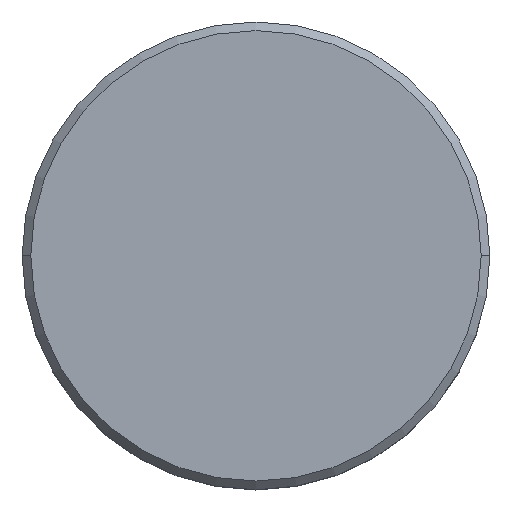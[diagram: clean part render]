
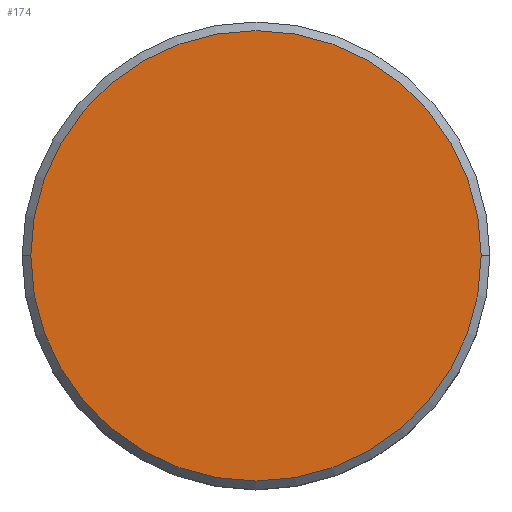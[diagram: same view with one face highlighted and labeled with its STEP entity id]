
A CAD part, top view. The second image highlights one B-rep face of the part: STEP entity #174.
In plain terms, the highlighted planar face has unit normal (0, 0, 1).
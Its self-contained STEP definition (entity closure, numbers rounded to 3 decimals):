
#11 = PLANE ( 'NONE',  #354 ) ;
#60 = EDGE_CURVE ( 'NONE', #396, #436, #461, .T. ) ;
#79 = FACE_OUTER_BOUND ( 'NONE', #244, .T. ) ;
#82 = DIRECTION ( 'NONE',  ( 1., 0., 0. ) ) ;
#84 = CIRCLE ( 'NONE', #490, 13. ) ;
#97 = CARTESIAN_POINT ( 'NONE',  ( 0., 0., 0. ) ) ;
#99 = DIRECTION ( 'NONE',  ( 1., 0., 0. ) ) ;
#100 = DIRECTION ( 'NONE',  ( 1., 0., 0. ) ) ;
#152 = EDGE_CURVE ( 'NONE', #436, #396, #84, .T. ) ;
#174 = ADVANCED_FACE ( 'NONE', ( #79 ), #11, .T. ) ;
#194 = DIRECTION ( 'NONE',  ( 0., 0., 1. ) ) ;
#244 = EDGE_LOOP ( 'NONE', ( #393, #491 ) ) ;
#260 = CARTESIAN_POINT ( 'NONE',  ( 13., 0., 0. ) ) ;
#274 = DIRECTION ( 'NONE',  ( 0., 0., 1. ) ) ;
#285 = AXIS2_PLACEMENT_3D ( 'NONE', #507, #194, #99 ) ;
#342 = CARTESIAN_POINT ( 'NONE',  ( -13., 0., 0. ) ) ;
#343 = CARTESIAN_POINT ( 'NONE',  ( 0., 0., 0. ) ) ;
#354 = AXIS2_PLACEMENT_3D ( 'NONE', #97, #274, #100 ) ;
#393 = ORIENTED_EDGE ( 'NONE', *, *, #152, .T. ) ;
#396 = VERTEX_POINT ( 'NONE', #260 ) ;
#436 = VERTEX_POINT ( 'NONE', #342 ) ;
#461 = CIRCLE ( 'NONE', #285, 13. ) ;
#490 = AXIS2_PLACEMENT_3D ( 'NONE', #343, #495, #82 ) ;
#491 = ORIENTED_EDGE ( 'NONE', *, *, #60, .T. ) ;
#495 = DIRECTION ( 'NONE',  ( 0., 0., 1. ) ) ;
#507 = CARTESIAN_POINT ( 'NONE',  ( 0., 0., 0. ) ) ;
